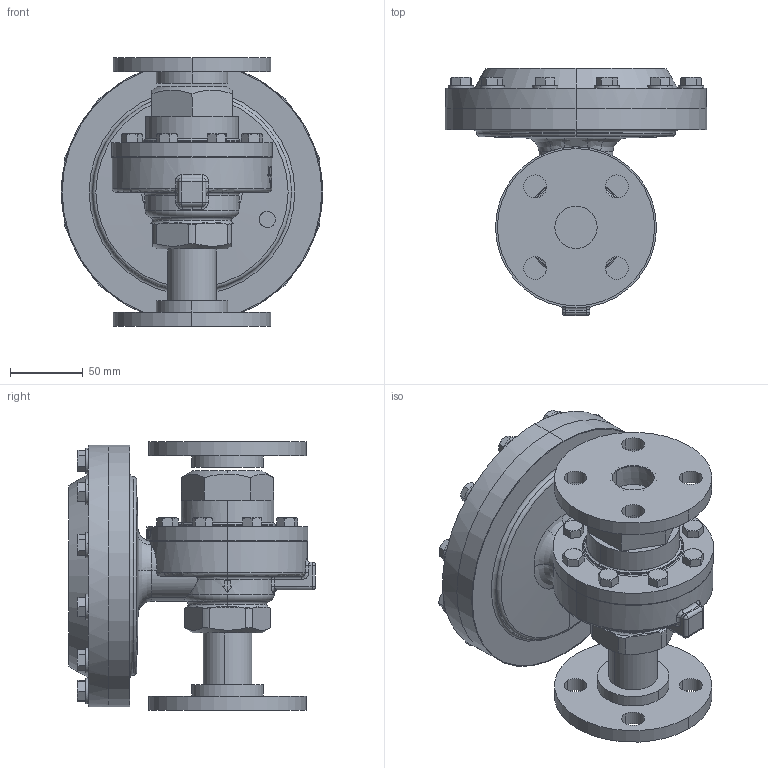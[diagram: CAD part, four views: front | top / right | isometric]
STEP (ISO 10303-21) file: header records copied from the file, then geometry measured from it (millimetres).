
FILE_DESCRIPTION (( 'STEP AP203' ), '1' );
FILE_NAME ('56-100-BR+DI-F5.step', '2017-10-04T15:17:37', ( '' ), ( '' ), 'SwSTEP 2.0', 'SolidWorks 2014', '' );
FILE_SCHEMA (( 'CONFIG_CONTROL_DESIGN' ));
Products named in the file (1): 56-100-BR+DI-F5
Bounding box: 179.32 x 169.51 x 184.15 mm (x, y, z)
Volume: 1784833.1 mm3; surface area: 170353 mm2
Topology: 2 solids, 2 shells, 717 faces, 1756 edges, 1092 vertices
Faces by surface type: plane 303, cone 149, cylinder 125, bspline 106, torus 28, sphere 6
Entity records: 38095 total; most frequent: CARTESIAN_POINT 22012, ORIENTED_EDGE 3504, DIRECTION 3050, EDGE_CURVE 1752, AXIS2_PLACEMENT_3D 1201, VERTEX_POINT 1092, EDGE_LOOP 790, FACE_OUTER_BOUND 717
